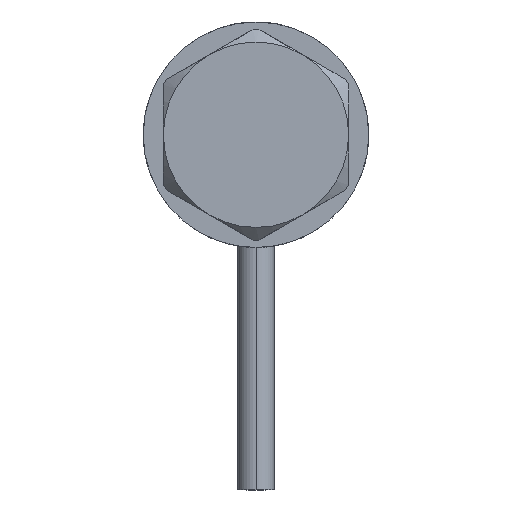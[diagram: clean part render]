
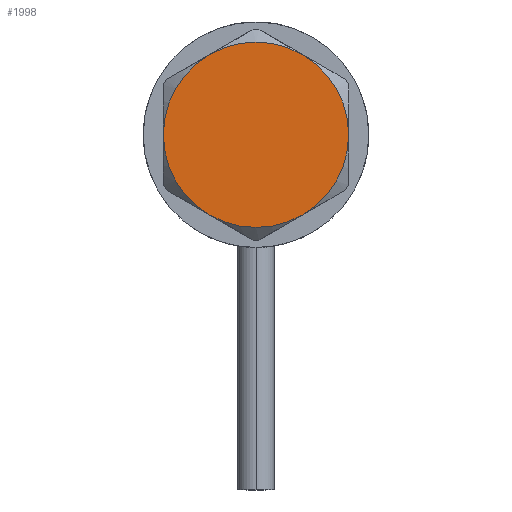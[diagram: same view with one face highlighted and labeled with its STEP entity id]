
A CAD part, left-side view. The second image highlights one B-rep face of the part: STEP entity #1998.
In plain terms, the highlighted face is planar.
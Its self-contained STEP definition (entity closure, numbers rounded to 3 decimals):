
#41 = AXIS2_PLACEMENT_3D ( 'NONE', #1517, #3005, #4503 ) ;
#49 = CARTESIAN_POINT ( 'NONE',  ( 0., 0., 14.5 ) ) ;
#86 = CARTESIAN_POINT ( 'NONE',  ( 15., 25.981, 14.5 ) ) ;
#159 = VERTEX_POINT ( 'NONE', #937 ) ;
#236 = DIRECTION ( 'NONE',  ( 1., 0., 0. ) ) ;
#279 = AXIS2_PLACEMENT_3D ( 'NONE', #2493, #4389, #704 ) ;
#327 = VERTEX_POINT ( 'NONE', #886 ) ;
#359 = EDGE_CURVE ( 'NONE', #1888, #159, #792, .T. ) ;
#386 = FACE_OUTER_BOUND ( 'NONE', #2227, .T. ) ;
#588 = AXIS2_PLACEMENT_3D ( 'NONE', #2796, #953, #4180 ) ;
#704 = DIRECTION ( 'NONE',  ( 1., 0., 0. ) ) ;
#792 = CIRCLE ( 'NONE', #1478, 30. ) ;
#837 = ORIENTED_EDGE ( 'NONE', *, *, #359, .T. ) ;
#886 = CARTESIAN_POINT ( 'NONE',  ( -15., 25.981, 14.5 ) ) ;
#937 = CARTESIAN_POINT ( 'NONE',  ( 30., 0., 14.5 ) ) ;
#953 = DIRECTION ( 'NONE',  ( 0., 0., 1. ) ) ;
#987 = CARTESIAN_POINT ( 'NONE',  ( 0., 0., 14.5 ) ) ;
#1107 = DIRECTION ( 'NONE',  ( 0., 0., 1. ) ) ;
#1385 = CARTESIAN_POINT ( 'NONE',  ( -15., -25.981, 14.5 ) ) ;
#1478 = AXIS2_PLACEMENT_3D ( 'NONE', #987, #3916, #236 ) ;
#1498 = ORIENTED_EDGE ( 'NONE', *, *, #4557, .T. ) ;
#1517 = CARTESIAN_POINT ( 'NONE',  ( 0., 0., 14.5 ) ) ;
#1650 = CIRCLE ( 'NONE', #279, 30. ) ;
#1706 = ORIENTED_EDGE ( 'NONE', *, *, #4507, .T. ) ;
#1876 = CIRCLE ( 'NONE', #3357, 30. ) ;
#1888 = VERTEX_POINT ( 'NONE', #4653 ) ;
#1895 = DIRECTION ( 'NONE',  ( 1., 0., 0. ) ) ;
#1945 = DIRECTION ( 'NONE',  ( 1., 0., 0. ) ) ;
#1961 = CIRCLE ( 'NONE', #3975, 30. ) ;
#1995 = ORIENTED_EDGE ( 'NONE', *, *, #2735, .T. ) ;
#1998 = ADVANCED_FACE ( 'NONE', ( #386 ), #2228, .T. ) ;
#2190 = DIRECTION ( 'NONE',  ( 1., 0., 0. ) ) ;
#2227 = EDGE_LOOP ( 'NONE', ( #837, #1995, #1706, #3047, #1498, #2722 ) ) ;
#2228 = PLANE ( 'NONE',  #2255 ) ;
#2255 = AXIS2_PLACEMENT_3D ( 'NONE', #49, #1107, #1895 ) ;
#2315 = VERTEX_POINT ( 'NONE', #1385 ) ;
#2493 = CARTESIAN_POINT ( 'NONE',  ( 0., 0., 14.5 ) ) ;
#2545 = VERTEX_POINT ( 'NONE', #3813 ) ;
#2722 = ORIENTED_EDGE ( 'NONE', *, *, #2971, .T. ) ;
#2735 = EDGE_CURVE ( 'NONE', #159, #4134, #1650, .T. ) ;
#2771 = DIRECTION ( 'NONE',  ( 0., 0., 1. ) ) ;
#2796 = CARTESIAN_POINT ( 'NONE',  ( 0., 0., 14.5 ) ) ;
#2832 = CIRCLE ( 'NONE', #41, 30. ) ;
#2971 = EDGE_CURVE ( 'NONE', #2315, #1888, #3050, .T. ) ;
#3005 = DIRECTION ( 'NONE',  ( 0., 0., 1. ) ) ;
#3047 = ORIENTED_EDGE ( 'NONE', *, *, #3559, .T. ) ;
#3050 = CIRCLE ( 'NONE', #588, 30. ) ;
#3357 = AXIS2_PLACEMENT_3D ( 'NONE', #4075, #4429, #2190 ) ;
#3559 = EDGE_CURVE ( 'NONE', #327, #2545, #1961, .T. ) ;
#3813 = CARTESIAN_POINT ( 'NONE',  ( -30., 0., 14.5 ) ) ;
#3916 = DIRECTION ( 'NONE',  ( 0., 0., 1. ) ) ;
#3975 = AXIS2_PLACEMENT_3D ( 'NONE', #4767, #2771, #1945 ) ;
#4075 = CARTESIAN_POINT ( 'NONE',  ( 0., 0., 14.5 ) ) ;
#4134 = VERTEX_POINT ( 'NONE', #86 ) ;
#4180 = DIRECTION ( 'NONE',  ( 1., 0., 0. ) ) ;
#4389 = DIRECTION ( 'NONE',  ( 0., 0., 1. ) ) ;
#4429 = DIRECTION ( 'NONE',  ( 0., 0., 1. ) ) ;
#4503 = DIRECTION ( 'NONE',  ( 1., 0., 0. ) ) ;
#4507 = EDGE_CURVE ( 'NONE', #4134, #327, #1876, .T. ) ;
#4557 = EDGE_CURVE ( 'NONE', #2545, #2315, #2832, .T. ) ;
#4653 = CARTESIAN_POINT ( 'NONE',  ( 15., -25.981, 14.5 ) ) ;
#4767 = CARTESIAN_POINT ( 'NONE',  ( 0., 0., 14.5 ) ) ;
